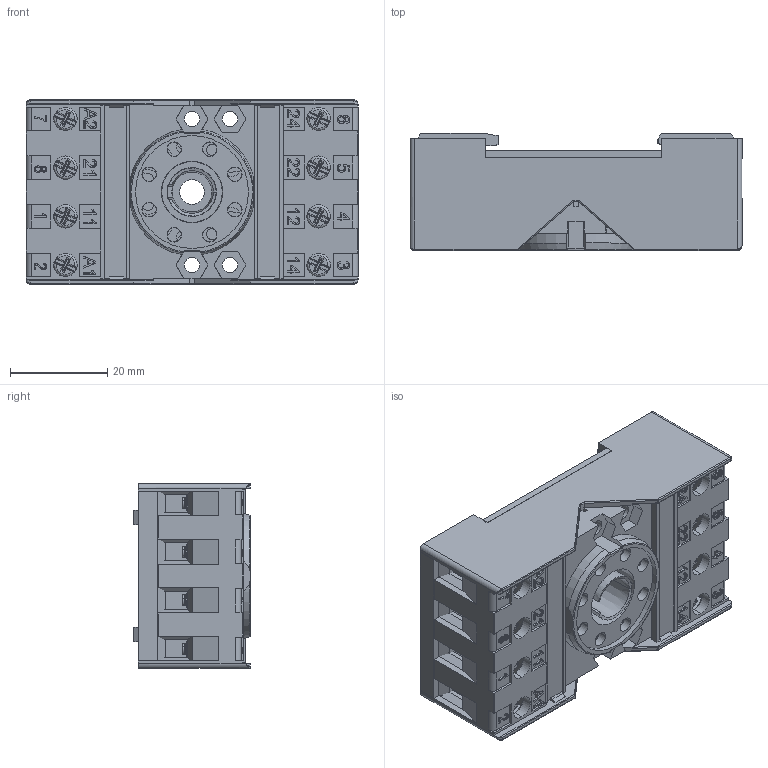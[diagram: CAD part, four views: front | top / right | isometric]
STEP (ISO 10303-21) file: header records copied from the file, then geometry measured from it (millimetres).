
FILE_DESCRIPTION (( 'STEP AP214' ), '1' );
FILE_NAME ('PZ8.STEP', '2016-05-09T09:31:33', ( '' ), ( '' ), 'SwSTEP 2.0', 'SolidWorks 2016', '' );
FILE_SCHEMA (( 'AUTOMOTIVE_DESIGN' ));
Length unit declared in the file: millimetre
Products named in the file (1): PZ8
Bounding box: 68.2 x 24 x 38 mm (x, y, z)
Volume: 26944.8 mm3; surface area: 31333.7 mm2
Topology: 12 solids, 12 shells, 2206 faces, 5556 edges, 3418 vertices
Faces by surface type: plane 1004, bspline 586, cylinder 504, cone 112
Entity records: 104014 total; most frequent: CARTESIAN_POINT 30345, ORIENTED_EDGE 11036, DIRECTION 9053, EDGE_CURVE 5518, VERTEX_POINT 3418, LINE 3137, VECTOR 3137, AXIS2_PLACEMENT_3D 2958
